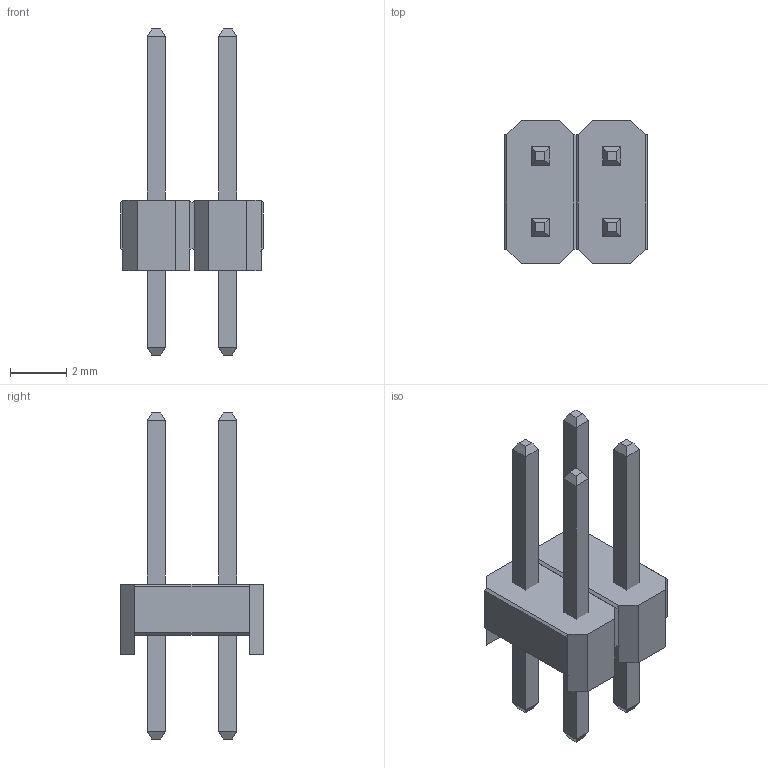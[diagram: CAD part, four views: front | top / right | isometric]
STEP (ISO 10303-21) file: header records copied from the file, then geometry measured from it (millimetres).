
FILE_DESCRIPTION(('STEP AP214'), '1');
FILE_NAME('DS1021-2x5SF11', '', ('UNSPECIFIED'), ('UNSPECIFIED'), 'ASCON STEP Converter 1.3', 'ASCON Math Kernel', '');
FILE_SCHEMA(('AUTOMOTIVE_DESIGN { 1 0 10303 214 3 1 1}'));
Length unit declared in the file: millimetre
Bounding box: 5.08 x 5.08 x 11.6 mm (x, y, z)
Volume: 65.8 mm3; surface area: 219.7 mm2
Topology: 5 solids, 5 shells, 96 faces, 202 edges, 116 vertices
Faces by surface type: plane 96
Entity records: 3274 total; most frequent: CARTESIAN_POINT 415, ORIENTED_EDGE 404, DIRECTION 396, EDGE_CURVE 202, LINE 202, VECTOR 202, VERTEX_POINT 116, COLOUR_RGB 101
